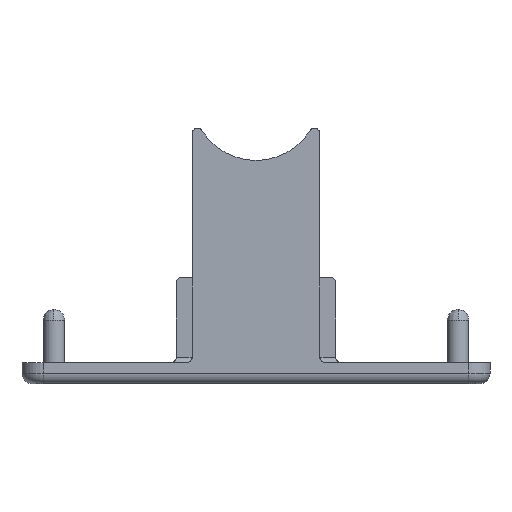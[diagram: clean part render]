
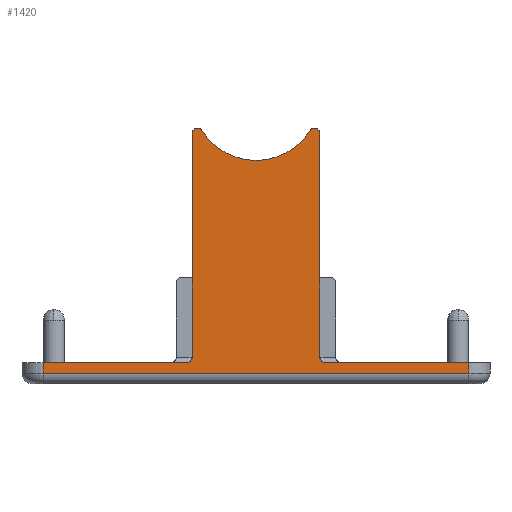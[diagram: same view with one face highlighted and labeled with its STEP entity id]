
A CAD part, left-side view. The second image highlights one B-rep face of the part: STEP entity #1420.
In plain terms, the highlighted planar face has unit normal (-1, 0, 0).
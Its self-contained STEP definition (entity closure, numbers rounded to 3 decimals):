
#4 = DIRECTION ( 'NONE',  ( 0., -1., 0. ) ) ;
#101 = AXIS2_PLACEMENT_3D ( 'NONE', #491, #1622, #4155 ) ;
#114 = CARTESIAN_POINT ( 'NONE',  ( -37., -20., 1. ) ) ;
#215 = CARTESIAN_POINT ( 'NONE',  ( -37., -5.077, 23.802 ) ) ;
#258 = DIRECTION ( 'NONE',  ( 0., -1., 0. ) ) ;
#315 = VERTEX_POINT ( 'NONE', #4658 ) ;
#323 = DIRECTION ( 'NONE',  ( 0., -1., 0. ) ) ;
#335 = AXIS2_PLACEMENT_3D ( 'NONE', #1782, #4787, #4374 ) ;
#367 = VERTEX_POINT ( 'NONE', #2164 ) ;
#451 = ORIENTED_EDGE ( 'NONE', *, *, #4312, .F. ) ;
#491 = CARTESIAN_POINT ( 'NONE',  ( -37., -22., 0. ) ) ;
#581 = DIRECTION ( 'NONE',  ( 1., 0., 0. ) ) ;
#594 = LINE ( 'NONE', #4616, #3043 ) ;
#706 = CARTESIAN_POINT ( 'NONE',  ( -37., 6., 0. ) ) ;
#723 = DIRECTION ( 'NONE',  ( 0., 1., 0. ) ) ;
#765 = LINE ( 'NONE', #865, #3604 ) ;
#766 = CARTESIAN_POINT ( 'NONE',  ( -37., -6., 23.536 ) ) ;
#818 = AXIS2_PLACEMENT_3D ( 'NONE', #3947, #1360, #258 ) ;
#852 = EDGE_CURVE ( 'NONE', #2103, #1657, #1852, .T. ) ;
#865 = CARTESIAN_POINT ( 'NONE',  ( -37., 0., 2. ) ) ;
#866 = ORIENTED_EDGE ( 'NONE', *, *, #852, .F. ) ;
#927 = EDGE_CURVE ( 'NONE', #3778, #1825, #3289, .T. ) ;
#928 = CARTESIAN_POINT ( 'NONE',  ( -37., 6., 2.5 ) ) ;
#1080 = FACE_OUTER_BOUND ( 'NONE', #1829, .T. ) ;
#1228 = VERTEX_POINT ( 'NONE', #4349 ) ;
#1242 = VECTOR ( 'NONE', #1273, 1000. ) ;
#1273 = DIRECTION ( 'NONE',  ( 0., -1., 0. ) ) ;
#1274 = CARTESIAN_POINT ( 'NONE',  ( -37., -6.5, 2. ) ) ;
#1292 = LINE ( 'NONE', #3136, #1242 ) ;
#1360 = DIRECTION ( 'NONE',  ( 1., 0., 0. ) ) ;
#1374 = ORIENTED_EDGE ( 'NONE', *, *, #3172, .T. ) ;
#1416 = CARTESIAN_POINT ( 'NONE',  ( -37., -20., 0. ) ) ;
#1420 = ADVANCED_FACE ( 'NONE', ( #1080 ), #4791, .T. ) ;
#1557 = ORIENTED_EDGE ( 'NONE', *, *, #3919, .T. ) ;
#1591 = CARTESIAN_POINT ( 'NONE',  ( -37., 20., 0. ) ) ;
#1622 = DIRECTION ( 'NONE',  ( -1., 0., 0. ) ) ;
#1657 = VERTEX_POINT ( 'NONE', #4213 ) ;
#1664 = ORIENTED_EDGE ( 'NONE', *, *, #3585, .T. ) ;
#1703 = VECTOR ( 'NONE', #4358, 1000. ) ;
#1709 = VERTEX_POINT ( 'NONE', #2424 ) ;
#1763 = AXIS2_PLACEMENT_3D ( 'NONE', #2459, #581, #2802 ) ;
#1764 = VECTOR ( 'NONE', #3808, 1000. ) ;
#1782 = CARTESIAN_POINT ( 'NONE',  ( -37., 5.5, 23.536 ) ) ;
#1825 = VERTEX_POINT ( 'NONE', #215 ) ;
#1829 = EDGE_LOOP ( 'NONE', ( #3021, #4452, #4747, #4034, #1374, #4353, #1557, #1664, #451, #866, #4657, #3202 ) ) ;
#1839 = DIRECTION ( 'NONE',  ( -1., 0., 0. ) ) ;
#1852 = LINE ( 'NONE', #4782, #2090 ) ;
#1869 = EDGE_CURVE ( 'NONE', #1825, #1709, #3800, .T. ) ;
#1879 = EDGE_CURVE ( 'NONE', #1709, #3091, #1970, .T. ) ;
#1912 = AXIS2_PLACEMENT_3D ( 'NONE', #2193, #2207, #723 ) ;
#1948 = LINE ( 'NONE', #706, #3548 ) ;
#1970 = CIRCLE ( 'NONE', #335, 0.5 ) ;
#2081 = DIRECTION ( 'NONE',  ( 0., 0., 1. ) ) ;
#2090 = VECTOR ( 'NONE', #4, 1000. ) ;
#2103 = VERTEX_POINT ( 'NONE', #1274 ) ;
#2159 = EDGE_CURVE ( 'NONE', #2103, #4587, #4720, .T. ) ;
#2164 = CARTESIAN_POINT ( 'NONE',  ( -37., 20., 2. ) ) ;
#2193 = CARTESIAN_POINT ( 'NONE',  ( -37., 0., 27. ) ) ;
#2207 = DIRECTION ( 'NONE',  ( 1., 0., 0. ) ) ;
#2208 = DIRECTION ( 'NONE',  ( 0., 0., -1. ) ) ;
#2424 = CARTESIAN_POINT ( 'NONE',  ( -37., 5.077, 23.802 ) ) ;
#2459 = CARTESIAN_POINT ( 'NONE',  ( -37., 6.5, 2.5 ) ) ;
#2521 = VERTEX_POINT ( 'NONE', #114 ) ;
#2558 = CARTESIAN_POINT ( 'NONE',  ( -37., -5.5, 23.536 ) ) ;
#2681 = LINE ( 'NONE', #1416, #1703 ) ;
#2802 = DIRECTION ( 'NONE',  ( 0., 1., 0. ) ) ;
#2965 = AXIS2_PLACEMENT_3D ( 'NONE', #2558, #1839, #323 ) ;
#3021 = ORIENTED_EDGE ( 'NONE', *, *, #927, .T. ) ;
#3043 = VECTOR ( 'NONE', #2081, 1000. ) ;
#3091 = VERTEX_POINT ( 'NONE', #3132 ) ;
#3132 = CARTESIAN_POINT ( 'NONE',  ( -37., 6., 23.536 ) ) ;
#3136 = CARTESIAN_POINT ( 'NONE',  ( -37., -22., 1. ) ) ;
#3172 = EDGE_CURVE ( 'NONE', #3628, #1228, #3909, .T. ) ;
#3202 = ORIENTED_EDGE ( 'NONE', *, *, #4079, .T. ) ;
#3289 = CIRCLE ( 'NONE', #2965, 0.5 ) ;
#3517 = CARTESIAN_POINT ( 'NONE',  ( -37., -6., 2.5 ) ) ;
#3548 = VECTOR ( 'NONE', #2208, 1000. ) ;
#3585 = EDGE_CURVE ( 'NONE', #315, #2521, #1292, .T. ) ;
#3604 = VECTOR ( 'NONE', #3820, 1000. ) ;
#3628 = VERTEX_POINT ( 'NONE', #928 ) ;
#3778 = VERTEX_POINT ( 'NONE', #766 ) ;
#3800 = CIRCLE ( 'NONE', #1912, 6. ) ;
#3808 = DIRECTION ( 'NONE',  ( 0., 0., -1. ) ) ;
#3820 = DIRECTION ( 'NONE',  ( 0., -1., 0. ) ) ;
#3903 = LINE ( 'NONE', #1591, #1764 ) ;
#3909 = CIRCLE ( 'NONE', #1763, 0.5 ) ;
#3919 = EDGE_CURVE ( 'NONE', #367, #315, #3903, .T. ) ;
#3945 = EDGE_CURVE ( 'NONE', #367, #1228, #765, .T. ) ;
#3947 = CARTESIAN_POINT ( 'NONE',  ( -37., -6.5, 2.5 ) ) ;
#4034 = ORIENTED_EDGE ( 'NONE', *, *, #4199, .T. ) ;
#4079 = EDGE_CURVE ( 'NONE', #4587, #3778, #594, .T. ) ;
#4155 = DIRECTION ( 'NONE',  ( 0., -1., 0. ) ) ;
#4199 = EDGE_CURVE ( 'NONE', #3091, #3628, #1948, .T. ) ;
#4213 = CARTESIAN_POINT ( 'NONE',  ( -37., -20., 2. ) ) ;
#4312 = EDGE_CURVE ( 'NONE', #1657, #2521, #2681, .T. ) ;
#4349 = CARTESIAN_POINT ( 'NONE',  ( -37., 6.5, 2. ) ) ;
#4353 = ORIENTED_EDGE ( 'NONE', *, *, #3945, .F. ) ;
#4358 = DIRECTION ( 'NONE',  ( 0., 0., -1. ) ) ;
#4374 = DIRECTION ( 'NONE',  ( 0., 1., 0. ) ) ;
#4452 = ORIENTED_EDGE ( 'NONE', *, *, #1869, .T. ) ;
#4587 = VERTEX_POINT ( 'NONE', #3517 ) ;
#4616 = CARTESIAN_POINT ( 'NONE',  ( -37., -6., 0. ) ) ;
#4657 = ORIENTED_EDGE ( 'NONE', *, *, #2159, .T. ) ;
#4658 = CARTESIAN_POINT ( 'NONE',  ( -37., 20., 1. ) ) ;
#4720 = CIRCLE ( 'NONE', #818, 0.5 ) ;
#4747 = ORIENTED_EDGE ( 'NONE', *, *, #1879, .T. ) ;
#4782 = CARTESIAN_POINT ( 'NONE',  ( -37., 0., 2. ) ) ;
#4787 = DIRECTION ( 'NONE',  ( -1., 0., 0. ) ) ;
#4791 = PLANE ( 'NONE',  #101 ) ;
